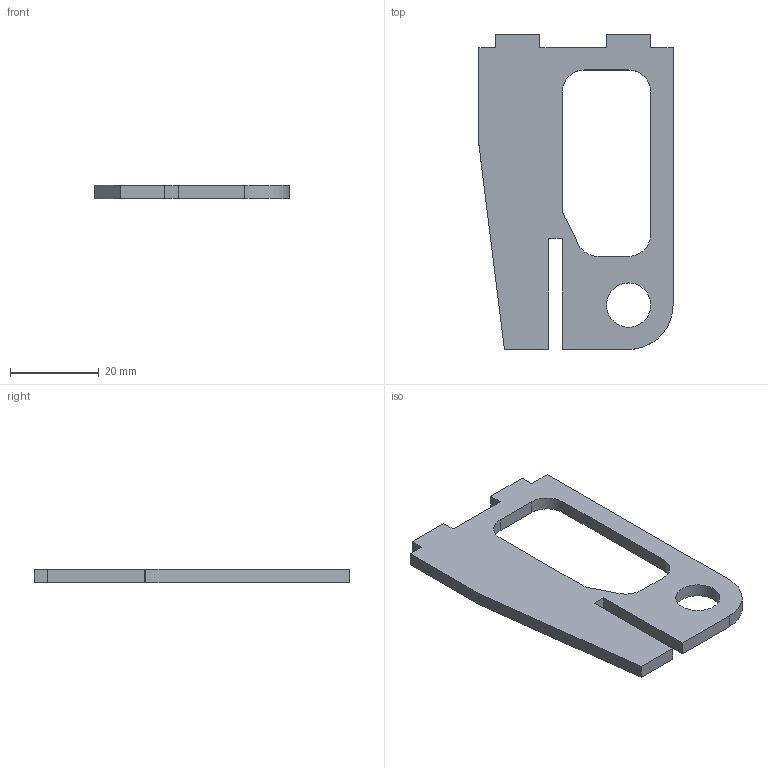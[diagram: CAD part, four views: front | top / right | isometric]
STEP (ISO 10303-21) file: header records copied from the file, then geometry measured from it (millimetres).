
FILE_DESCRIPTION((''),'2;1');
FILE_NAME('Handle 25090213.stp','2013-11-13T21:58:16',(''),(''),'Autodesk Inventor 2013','Autodesk Inventor 2013','');
FILE_SCHEMA(('AUTOMOTIVE_DESIGN { 1 0 10303 214 1 1 1 1 }'));
Length unit declared in the file: millimetre
Products named in the file (1): Handle 25090213
Bounding box: 43.75 x 71 x 3 mm (x, y, z)
Volume: 5791.7 mm3; surface area: 5122 mm2
Topology: 1 solids, 1 shells, 32 faces, 90 edges, 60 vertices
Faces by surface type: plane 24, cylinder 8
Full cylindrical faces by diameter (mm): 10 x1
Entity records: 1105 total; most frequent: CARTESIAN_POINT 182, ORIENTED_EDGE 178, DIRECTION 171, EDGE_CURVE 89, VECTOR 73, LINE 73, VERTEX_POINT 60, AXIS2_PLACEMENT_3D 49
